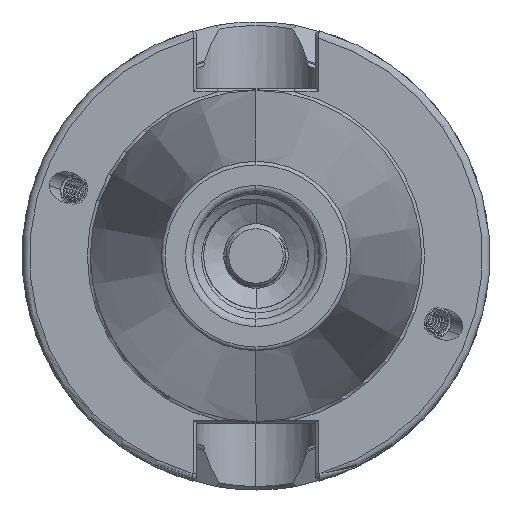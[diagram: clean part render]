
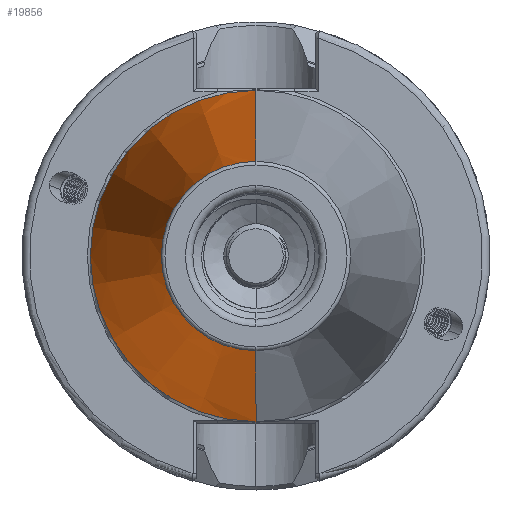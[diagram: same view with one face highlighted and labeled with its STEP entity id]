
A CAD part, left-side view. The second image highlights one B-rep face of the part: STEP entity #19856.
In plain terms, the highlighted conical face has half-angle 8.297 degrees and reference radius 22.298 mm.
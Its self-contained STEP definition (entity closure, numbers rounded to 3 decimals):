
#2143 = DIRECTION ( 'NONE',  ( 0., 0., -1. ) ) ;
#2168 = CARTESIAN_POINT ( 'NONE',  ( -66.972, 0., 0. ) ) ;
#2230 = DIRECTION ( 'NONE',  ( 1., 0., 0. ) ) ;
#2566 = DIRECTION ( 'NONE',  ( 1., 0., 0. ) ) ;
#2620 = CARTESIAN_POINT ( 'NONE',  ( -1.5, 0., 0. ) ) ;
#2634 = DIRECTION ( 'NONE',  ( 0., 0., -1. ) ) ;
#2714 = CARTESIAN_POINT ( 'NONE',  ( -1.5, 0., -22.298 ) ) ;
#2728 = DIRECTION ( 'NONE',  ( 0.99, 0., -0.144 ) ) ;
#2911 = CARTESIAN_POINT ( 'NONE',  ( -1.5, 0., 22.298 ) ) ;
#2944 = DIRECTION ( 'NONE',  ( 0.99, 0., 0.144 ) ) ;
#4423 = LINE ( 'NONE', #2911, #4435 ) ;
#4435 = VECTOR ( 'NONE', #2944, 1000. ) ;
#4442 = CIRCLE ( 'NONE', #7122, 22.298 ) ;
#4792 = CIRCLE ( 'NONE', #7105, 12.75 ) ;
#4875 = LINE ( 'NONE', #2714, #4876 ) ;
#4876 = VECTOR ( 'NONE', #2728, 1000. ) ;
#7105 = AXIS2_PLACEMENT_3D ( 'NONE', #2168, #2230, #2143 ) ;
#7122 = AXIS2_PLACEMENT_3D ( 'NONE', #2620, #2566, #2634 ) ;
#7306 = AXIS2_PLACEMENT_3D ( 'NONE', #17742, #17756, #17719 ) ;
#7887 = CARTESIAN_POINT ( 'NONE',  ( -66.972, 0., 12.75 ) ) ;
#7936 = CARTESIAN_POINT ( 'NONE',  ( -1.5, 0., 22.298 ) ) ;
#7958 = CARTESIAN_POINT ( 'NONE',  ( -66.972, 0., -12.75 ) ) ;
#7980 = CARTESIAN_POINT ( 'NONE',  ( -1.5, 0., -22.298 ) ) ;
#9777 = FACE_OUTER_BOUND ( 'NONE', #21340, .T. ) ;
#9784 = CONICAL_SURFACE ( 'NONE', #7306, 22.298, 0.145 ) ;
#17719 = DIRECTION ( 'NONE',  ( 0., 0., -1. ) ) ;
#17742 = CARTESIAN_POINT ( 'NONE',  ( -1.5, 0., 0. ) ) ;
#17756 = DIRECTION ( 'NONE',  ( 1., 0., 0. ) ) ;
#18690 = ORIENTED_EDGE ( 'NONE', *, *, #20327, .T. ) ;
#18692 = ORIENTED_EDGE ( 'NONE', *, *, #20385, .T. ) ;
#18696 = ORIENTED_EDGE ( 'NONE', *, *, #20418, .F. ) ;
#18708 = ORIENTED_EDGE ( 'NONE', *, *, #20372, .F. ) ;
#19856 = ADVANCED_FACE ( 'NONE', ( #9777 ), #9784, .T. ) ;
#20327 = EDGE_CURVE ( 'NONE', #21825, #21770, #4792, .T. ) ;
#20372 = EDGE_CURVE ( 'NONE', #21825, #21813, #4875, .T. ) ;
#20385 = EDGE_CURVE ( 'NONE', #21770, #21750, #4423, .T. ) ;
#20418 = EDGE_CURVE ( 'NONE', #21813, #21750, #4442, .T. ) ;
#21340 = EDGE_LOOP ( 'NONE', ( #18690, #18692, #18696, #18708 ) ) ;
#21750 = VERTEX_POINT ( 'NONE', #7936 ) ;
#21770 = VERTEX_POINT ( 'NONE', #7887 ) ;
#21813 = VERTEX_POINT ( 'NONE', #7980 ) ;
#21825 = VERTEX_POINT ( 'NONE', #7958 ) ;
